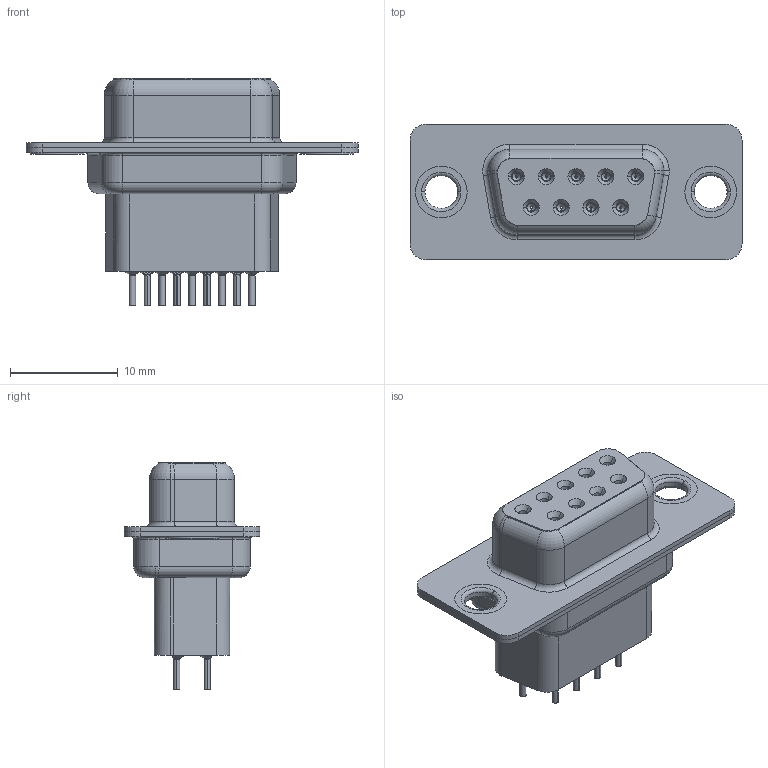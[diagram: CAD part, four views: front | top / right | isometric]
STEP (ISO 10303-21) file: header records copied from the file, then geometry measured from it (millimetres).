
FILE_DESCRIPTION (( 'STEP AP203' ), '1' );
FILE_NAME ('628-009-221-551.STEP', '2018-10-18T19:15:49', ( '' ), ( '' ), 'SwSTEP 2.0', 'SolidWorks 2016', '' );
FILE_SCHEMA (( 'CONFIG_CONTROL_DESIGN' ));
Length unit declared in the file: millimetre
Products named in the file (7): 628 Shell Rear_09 Contacts; 628 Contact Row 1_21H; 628 Contact Row 2_21H; 628 Thru Hole Rivet; 628-009-221-551; 628 Housing_09 HP; 628 Shell Front_09 Contacts
Assembly tree (14 placements, depth 2):
  628-009-221-551
    628 Housing_09 HP
    628 Shell Front_09 Contacts
    628 Shell Rear_09 Contacts
    628 Contact Row 1_21H  x5
    628 Contact Row 2_21H  x4
    628 Thru Hole Rivet  x2
Bounding box: 30.8 x 12.6 x 21.1 mm (x, y, z)
Volume: 2180.1 mm3; surface area: 5212 mm2
Topology: 14 solids, 14 shells, 1360 faces, 3447 edges, 2144 vertices
Faces by surface type: cylinder 418, plane 346, torus 281, bspline 180, cone 135
Entity records: 19736 total; most frequent: CARTESIAN_POINT 5392, DIRECTION 2897, ORIENTED_EDGE 2778, EDGE_CURVE 1389, AXIS2_PLACEMENT_3D 1200, VERTEX_POINT 867, CIRCLE 653, EDGE_LOOP 638
